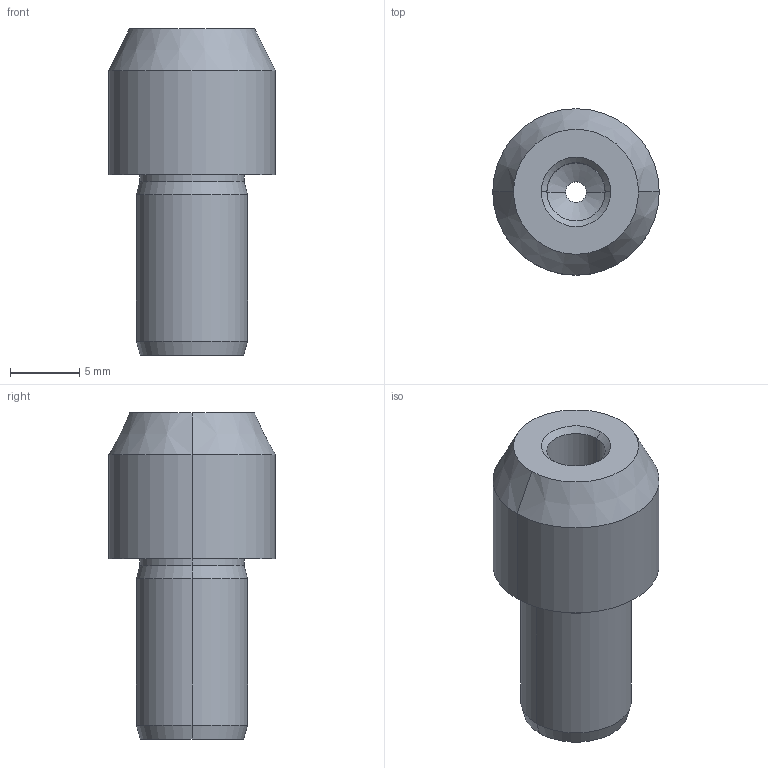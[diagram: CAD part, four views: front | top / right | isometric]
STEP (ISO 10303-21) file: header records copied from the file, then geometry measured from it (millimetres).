
FILE_DESCRIPTION (( 'STEP AP203' ), '1' );
FILE_NAME ('10063000.STEP', '2016-12-16T12:39:18', ( '' ), ( '' ), 'SwSTEP 2.0', 'SolidWorks 2015', '' );
FILE_SCHEMA (( 'CONFIG_CONTROL_DESIGN' ));
Length unit declared in the file: millimetre
Products named in the file (1): 10063000
Bounding box: 12 x 12 x 23.5 mm (x, y, z)
Volume: 1562.4 mm3; surface area: 1100.1 mm2
Topology: 1 solids, 1 shells, 23 faces, 46 edges, 26 vertices
Faces by surface type: cone 10, cylinder 10, plane 3
Entity records: 675 total; most frequent: DIRECTION 120, CARTESIAN_POINT 96, ORIENTED_EDGE 92, AXIS2_PLACEMENT_3D 50, EDGE_CURVE 46, EDGE_LOOP 26, CIRCLE 26, VERTEX_POINT 26
